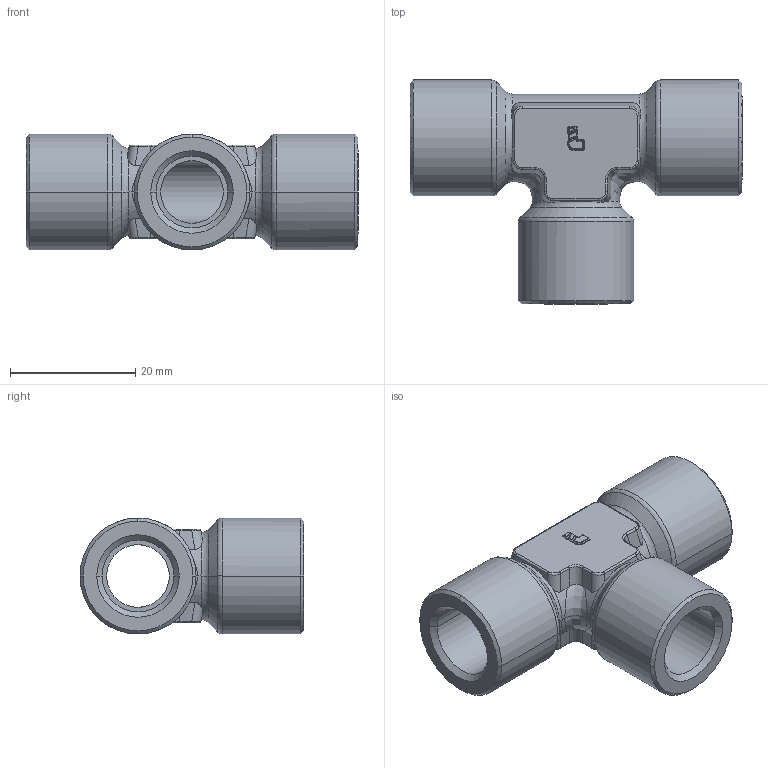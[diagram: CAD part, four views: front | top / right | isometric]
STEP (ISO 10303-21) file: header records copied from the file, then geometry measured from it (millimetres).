
FILE_DESCRIPTION(('STEP AP214'),'1');
FILE_NAME('0145_13_13.stp','2016-07-07T14:22:40',('TraceParts'),('TraceParts S.A.'),'Spatial InterOp 3D',' ',' ');
FILE_SCHEMA(('automotive_design'));
Length unit declared in the file: millimetre
Products named in the file (1): 0145-13-13
Bounding box: 53 x 35.75 x 18.5 mm (x, y, z)
Volume: 10047.4 mm3; surface area: 6953.3 mm2
Topology: 1 solids, 1 shells, 228 faces, 528 edges, 307 vertices
Faces by surface type: cylinder 101, plane 41, bspline 28, cone 26, torus 19, sphere 13
Entity records: 8031 total; most frequent: CARTESIAN_POINT 3062, ORIENTED_EDGE 1056, DIRECTION 1019, EDGE_CURVE 528, AXIS2_PLACEMENT_3D 409, VERTEX_POINT 307, EDGE_LOOP 237, ADVANCED_FACE 228
